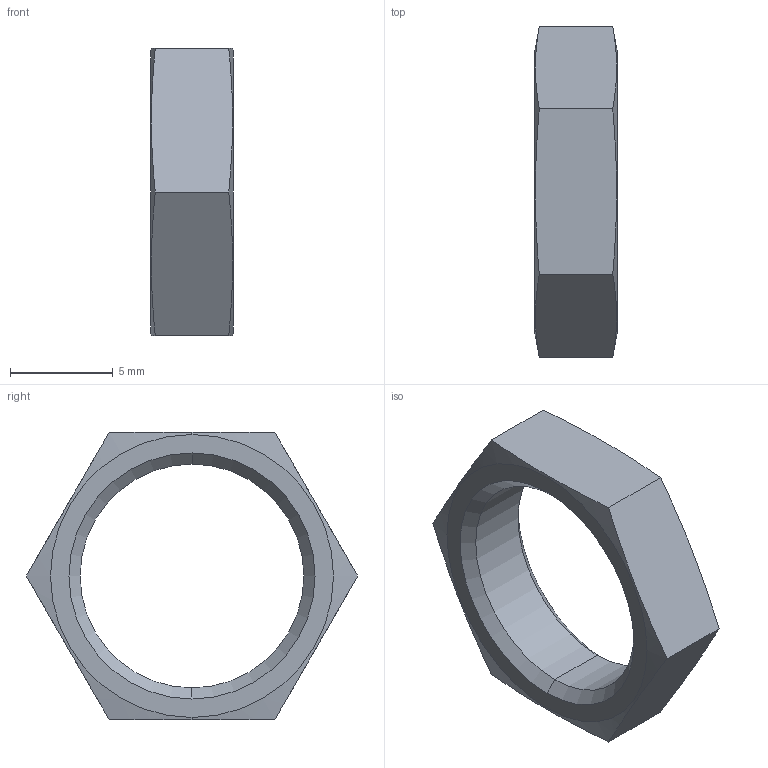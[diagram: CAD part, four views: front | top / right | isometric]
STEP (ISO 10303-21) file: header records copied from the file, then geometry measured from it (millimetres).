
FILE_DESCRIPTION (( 'STEP AP203' ), '1' );
FILE_NAME ('SE_01_1_1002.STEP', '2020-10-21T10:19:59', ( '' ), ( '' ), 'SwSTEP 2.0', 'SolidWorks 2017', '' );
FILE_SCHEMA (( 'CONFIG_CONTROL_DESIGN' ));
Length unit declared in the file: millimetre
Products named in the file (1): SE_01_1_1002
Bounding box: 4 x 16.17 x 14 mm (x, y, z)
Volume: 291.6 mm3; surface area: 455 mm2
Topology: 1 solids, 1 shells, 18 faces, 44 edges, 28 vertices
Faces by surface type: cone 8, plane 8, cylinder 2
Entity records: 633 total; most frequent: CARTESIAN_POINT 147, ORIENTED_EDGE 88, DIRECTION 78, EDGE_CURVE 44, AXIS2_PLACEMENT_3D 31, VERTEX_POINT 28, EDGE_LOOP 20, ADVANCED_FACE 18
